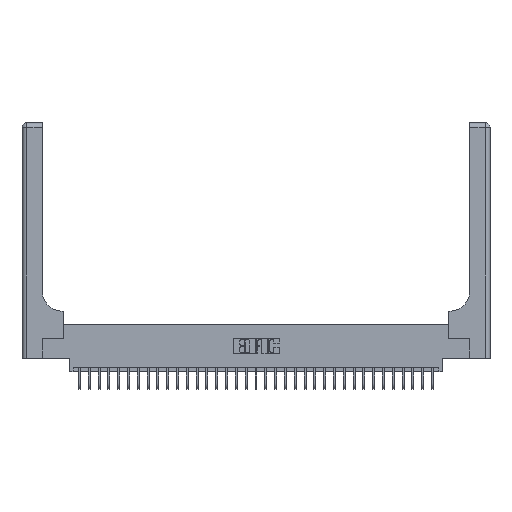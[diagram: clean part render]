
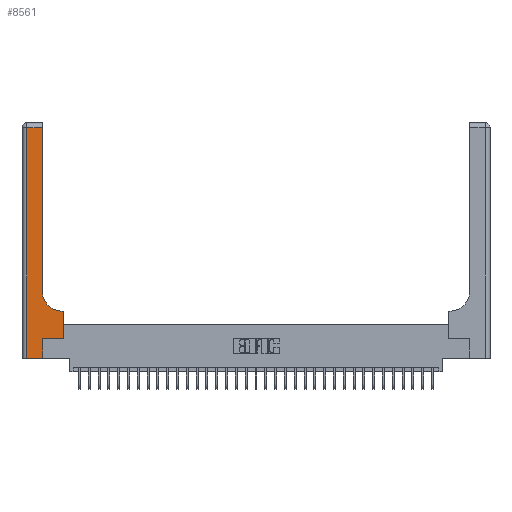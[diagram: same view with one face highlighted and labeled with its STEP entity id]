
A CAD part, top view. The second image highlights one B-rep face of the part: STEP entity #8561.
In plain terms, the highlighted planar face has unit normal (0, 0, 1).
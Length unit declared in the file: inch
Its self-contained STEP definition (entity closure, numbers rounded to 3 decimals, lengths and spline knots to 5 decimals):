
#34 = CARTESIAN_POINT ( 'NONE',  ( 0., 2.94, 0.37 ) ) ;
#314 = CARTESIAN_POINT ( 'NONE',  ( 0.26, 0.6, 0.37 ) ) ;
#834 = ORIENTED_EDGE ( 'NONE', *, *, #14282, .T. ) ;
#1091 = EDGE_CURVE ( 'NONE', #13467, #10829, #7612, .T. ) ;
#1920 = VERTEX_POINT ( 'NONE', #7807 ) ;
#2764 = DIRECTION ( 'NONE',  ( -1., 0., 0. ) ) ;
#3049 = CARTESIAN_POINT ( 'NONE',  ( 0.265, 0.25, 0.37 ) ) ;
#3051 = DIRECTION ( 'NONE',  ( -1., 0., 0. ) ) ;
#3957 = EDGE_CURVE ( 'NONE', #22019, #28602, #6629, .T. ) ;
#4259 = CARTESIAN_POINT ( 'NONE',  ( 0.528, 0.6, 0.37 ) ) ;
#4425 = CARTESIAN_POINT ( 'NONE',  ( 0.26, 2.94, 0.37 ) ) ;
#5132 = DIRECTION ( 'NONE',  ( 0., 1., 0. ) ) ;
#5300 = CARTESIAN_POINT ( 'NONE',  ( 0.528, 0.25, 0.37 ) ) ;
#5500 = CARTESIAN_POINT ( 'NONE',  ( 0.265, 0., 0.37 ) ) ;
#5587 = CARTESIAN_POINT ( 'NONE',  ( 0.06, 2.94, 0.37 ) ) ;
#5714 = CIRCLE ( 'NONE', #25037, 0.25 ) ;
#5740 = EDGE_CURVE ( 'NONE', #25781, #1920, #7279, .T. ) ;
#5965 = AXIS2_PLACEMENT_3D ( 'NONE', #6226, #23375, #25774 ) ;
#5980 = DIRECTION ( 'NONE',  ( 1., 0., 0. ) ) ;
#6130 = VECTOR ( 'NONE', #3051, 39.37008 ) ;
#6226 = CARTESIAN_POINT ( 'NONE',  ( 0., 3., 0.37 ) ) ;
#6629 = LINE ( 'NONE', #3049, #24305 ) ;
#6915 = CARTESIAN_POINT ( 'NONE',  ( 0.26, 0.85, 0.37 ) ) ;
#7279 = LINE ( 'NONE', #314, #6130 ) ;
#7509 = ORIENTED_EDGE ( 'NONE', *, *, #17828, .T. ) ;
#7588 = VECTOR ( 'NONE', #19387, 39.37008 ) ;
#7612 = LINE ( 'NONE', #34, #21432 ) ;
#7616 = ORIENTED_EDGE ( 'NONE', *, *, #27960, .T. ) ;
#7807 = CARTESIAN_POINT ( 'NONE',  ( 0.51, 0.6, 0.37 ) ) ;
#7930 = DIRECTION ( 'NONE',  ( 0., -1., 0. ) ) ;
#8561 = ADVANCED_FACE ( 'NONE', ( #20185 ), #18239, .F. ) ;
#9125 = LINE ( 'NONE', #22174, #7588 ) ;
#10829 = VERTEX_POINT ( 'NONE', #5587 ) ;
#10932 = CARTESIAN_POINT ( 'NONE',  ( 0.528, 0.25, 0.37 ) ) ;
#11775 = EDGE_LOOP ( 'NONE', ( #23820, #24501, #20057, #7509, #7616, #27226, #834, #30383, #28375 ) ) ;
#11942 = CARTESIAN_POINT ( 'NONE',  ( 0.265, 0.25, 0.37 ) ) ;
#13053 = VECTOR ( 'NONE', #13414, 39.37008 ) ;
#13414 = DIRECTION ( 'NONE',  ( 0., 1., 0. ) ) ;
#13467 = VERTEX_POINT ( 'NONE', #4425 ) ;
#14131 = EDGE_CURVE ( 'NONE', #10829, #25269, #26483, .T. ) ;
#14282 = EDGE_CURVE ( 'NONE', #28602, #25781, #21100, .T. ) ;
#16056 = VECTOR ( 'NONE', #5132, 39.37008 ) ;
#17563 = VECTOR ( 'NONE', #26963, 39.37008 ) ;
#17828 = EDGE_CURVE ( 'NONE', #25269, #24809, #9125, .T. ) ;
#18239 = PLANE ( 'NONE',  #5965 ) ;
#19387 = DIRECTION ( 'NONE',  ( 1., 0., 0. ) ) ;
#19493 = LINE ( 'NONE', #29445, #17563 ) ;
#20057 = ORIENTED_EDGE ( 'NONE', *, *, #14131, .T. ) ;
#20185 = FACE_OUTER_BOUND ( 'NONE', #11775, .T. ) ;
#21100 = LINE ( 'NONE', #10932, #13053 ) ;
#21432 = VECTOR ( 'NONE', #2764, 39.37008 ) ;
#21936 = CARTESIAN_POINT ( 'NONE',  ( 0.06, 0., 0.37 ) ) ;
#22019 = VERTEX_POINT ( 'NONE', #11942 ) ;
#22174 = CARTESIAN_POINT ( 'NONE',  ( 0., 0., 0.37 ) ) ;
#22192 = DIRECTION ( 'NONE',  ( 0., 0., -1. ) ) ;
#22514 = CARTESIAN_POINT ( 'NONE',  ( 0.06, 3., 0.37 ) ) ;
#23375 = DIRECTION ( 'NONE',  ( 0., 0., -1. ) ) ;
#23820 = ORIENTED_EDGE ( 'NONE', *, *, #27997, .T. ) ;
#24305 = VECTOR ( 'NONE', #5980, 39.37008 ) ;
#24501 = ORIENTED_EDGE ( 'NONE', *, *, #1091, .T. ) ;
#24809 = VERTEX_POINT ( 'NONE', #5500 ) ;
#24859 = DIRECTION ( 'NONE',  ( 1., 0., 0. ) ) ;
#25037 = AXIS2_PLACEMENT_3D ( 'NONE', #29403, #22192, #24859 ) ;
#25269 = VERTEX_POINT ( 'NONE', #21936 ) ;
#25774 = DIRECTION ( 'NONE',  ( -1., 0., 0. ) ) ;
#25781 = VERTEX_POINT ( 'NONE', #4259 ) ;
#26475 = EDGE_CURVE ( 'NONE', #1920, #26988, #5714, .T. ) ;
#26483 = LINE ( 'NONE', #22514, #31138 ) ;
#26963 = DIRECTION ( 'NONE',  ( 0., 1., 0. ) ) ;
#26988 = VERTEX_POINT ( 'NONE', #6915 ) ;
#27226 = ORIENTED_EDGE ( 'NONE', *, *, #3957, .T. ) ;
#27960 = EDGE_CURVE ( 'NONE', #24809, #22019, #28330, .T. ) ;
#27997 = EDGE_CURVE ( 'NONE', #26988, #13467, #19493, .T. ) ;
#28330 = LINE ( 'NONE', #29664, #16056 ) ;
#28375 = ORIENTED_EDGE ( 'NONE', *, *, #26475, .T. ) ;
#28602 = VERTEX_POINT ( 'NONE', #5300 ) ;
#29403 = CARTESIAN_POINT ( 'NONE',  ( 0.51, 0.85, 0.37 ) ) ;
#29445 = CARTESIAN_POINT ( 'NONE',  ( 0.26, 3., 0.37 ) ) ;
#29664 = CARTESIAN_POINT ( 'NONE',  ( 0.265, 0., 0.37 ) ) ;
#30383 = ORIENTED_EDGE ( 'NONE', *, *, #5740, .T. ) ;
#31138 = VECTOR ( 'NONE', #7930, 39.37008 ) ;
